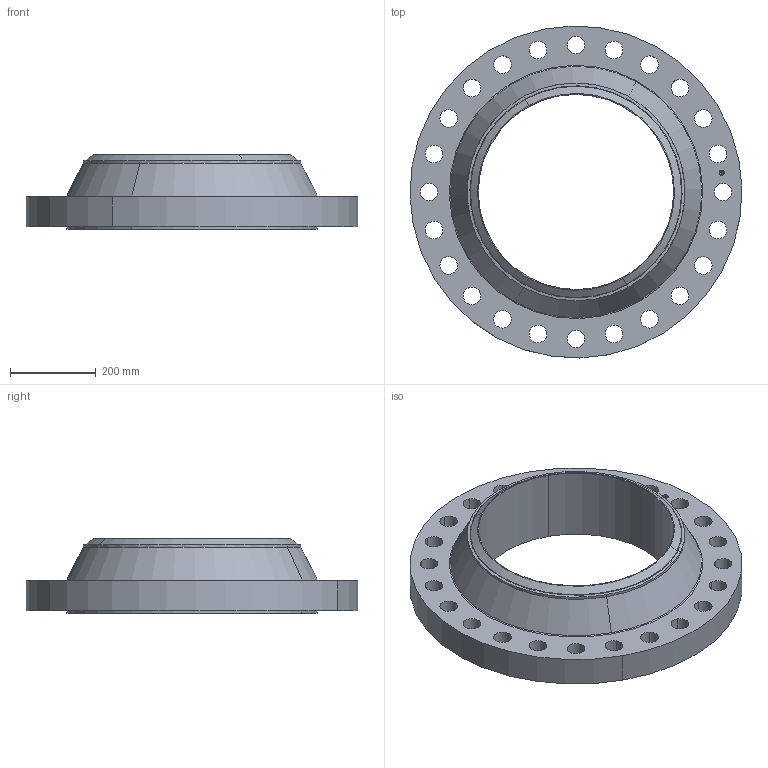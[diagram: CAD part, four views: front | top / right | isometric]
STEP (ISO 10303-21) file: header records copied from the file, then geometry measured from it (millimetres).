
FILE_DESCRIPTION(('3D STEP'),'2;1');
FILE_NAME('20-400-WELD-NECK-RF-80-FLANGE.stp','2013-01-27T18:11:07+00:00',('Texas Flange'),(''),'CATIA Version 5 Release 20 SP 6 (IN-10)','CATIA V5 STEP AP214','800-826-3801');
FILE_SCHEMA(('AUTOMOTIVE_DESIGN { 1 0 10303 214 1 1 1 1 }'));
Length unit declared in the file: inch
Products named in the file (1): 20-400-WELD-NECK-RF-80-FLANGE
Bounding box: 774.48 x 774.48 x 174.5 mm (x, y, z)
Volume: 26142539.3 mm3; surface area: 1298958.8 mm2
Topology: 1 solids, 1 shells, 455 faces, 1294 edges, 860 vertices
Faces by surface type: plane 369, cylinder 76, cone 6, torus 4
Entity records: 16886 total; most frequent: ORIENTED_EDGE 2588, CARTESIAN_POINT 2543, DIRECTION 2070, EDGE_CURVE 1294, VECTOR 1126, LINE 1126, VERTEX_POINT 860, AXIS2_PLACEMENT_3D 557
